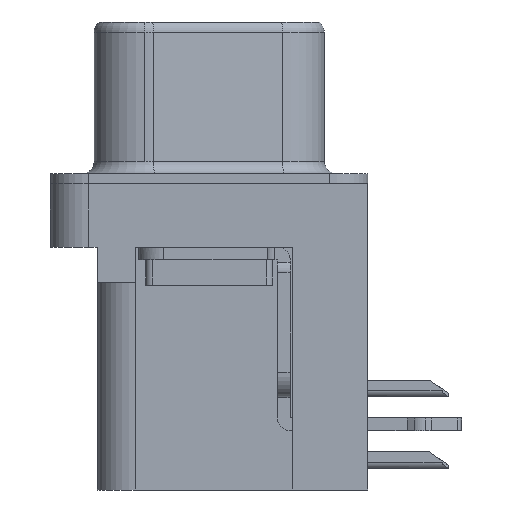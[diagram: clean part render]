
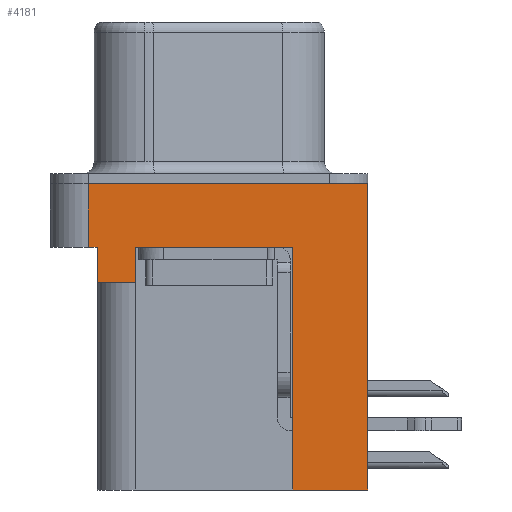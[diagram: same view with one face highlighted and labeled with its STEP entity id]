
A CAD part, left-side view. The second image highlights one B-rep face of the part: STEP entity #4181.
In plain terms, the highlighted planar face has unit normal (-1, 0, 0).
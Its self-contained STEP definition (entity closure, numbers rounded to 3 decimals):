
#295 = DIRECTION ( 'NONE',  ( 0., -1., 0. ) ) ;
#350 = DIRECTION ( 'NONE',  ( 0., -1., 0. ) ) ;
#431 = DIRECTION ( 'NONE',  ( 0., 0., 1. ) ) ;
#1023 = CARTESIAN_POINT ( 'NONE',  ( -2.91, 2.895, -3.9 ) ) ;
#1203 = VECTOR ( 'NONE', #6227, 1000. ) ;
#1389 = EDGE_LOOP ( 'NONE', ( #3398, #4476, #16972, #12487, #14692, #15344, #1734, #2630, #10955, #5079 ) ) ;
#1504 = CARTESIAN_POINT ( 'NONE',  ( -2.91, 4.425, -3.9 ) ) ;
#1543 = EDGE_CURVE ( 'NONE', #16101, #12671, #10358, .T. ) ;
#1573 = CARTESIAN_POINT ( 'NONE',  ( -2.91, -6.275, -2.5 ) ) ;
#1734 = ORIENTED_EDGE ( 'NONE', *, *, #3604, .T. ) ;
#1785 = VERTEX_POINT ( 'NONE', #1504 ) ;
#1956 = VECTOR ( 'NONE', #295, 1000. ) ;
#2458 = DIRECTION ( 'NONE',  ( 0., 0., 1. ) ) ;
#2607 = VECTOR ( 'NONE', #13811, 1000. ) ;
#2630 = ORIENTED_EDGE ( 'NONE', *, *, #14520, .F. ) ;
#2790 = EDGE_CURVE ( 'NONE', #13960, #15967, #6315, .T. ) ;
#3107 = VERTEX_POINT ( 'NONE', #5869 ) ;
#3382 = EDGE_CURVE ( 'NONE', #14638, #9852, #14095, .T. ) ;
#3398 = ORIENTED_EDGE ( 'NONE', *, *, #12789, .F. ) ;
#3505 = CARTESIAN_POINT ( 'NONE',  ( -2.91, -3.295, -12.1 ) ) ;
#3604 = EDGE_CURVE ( 'NONE', #9852, #9237, #9070, .T. ) ;
#3634 = CARTESIAN_POINT ( 'NONE',  ( -2.91, 4.425, -3.9 ) ) ;
#3885 = CARTESIAN_POINT ( 'NONE',  ( -2.91, -3.295, -2.5 ) ) ;
#4181 = ADVANCED_FACE ( 'NONE', ( #8178 ), #5345, .T. ) ;
#4476 = ORIENTED_EDGE ( 'NONE', *, *, #1543, .F. ) ;
#5079 = ORIENTED_EDGE ( 'NONE', *, *, #9292, .T. ) ;
#5345 = PLANE ( 'NONE',  #9331 ) ;
#5353 = LINE ( 'NONE', #3634, #7610 ) ;
#5426 = DIRECTION ( 'NONE',  ( -1., 0., 0. ) ) ;
#5489 = LINE ( 'NONE', #12349, #11799 ) ;
#5869 = CARTESIAN_POINT ( 'NONE',  ( -2.91, -6.275, 0. ) ) ;
#6115 = DIRECTION ( 'NONE',  ( 0., 0., 1. ) ) ;
#6227 = DIRECTION ( 'NONE',  ( 0., -1., 0. ) ) ;
#6294 = CARTESIAN_POINT ( 'NONE',  ( -2.91, 2.895, -3.9 ) ) ;
#6315 = LINE ( 'NONE', #7694, #7643 ) ;
#6318 = CARTESIAN_POINT ( 'NONE',  ( -2.91, -6.275, -2.5 ) ) ;
#6457 = VECTOR ( 'NONE', #350, 1000. ) ;
#6567 = DIRECTION ( 'NONE',  ( 0., 1., 0. ) ) ;
#6736 = DIRECTION ( 'NONE',  ( 0., 0., 1. ) ) ;
#7101 = CARTESIAN_POINT ( 'NONE',  ( -2.91, 4.775, -2.5 ) ) ;
#7520 = VECTOR ( 'NONE', #6115, 1000. ) ;
#7610 = VECTOR ( 'NONE', #6567, 1000. ) ;
#7643 = VECTOR ( 'NONE', #11629, 1000. ) ;
#7694 = CARTESIAN_POINT ( 'NONE',  ( -2.91, -3.295, -12.1 ) ) ;
#7914 = CARTESIAN_POINT ( 'NONE',  ( -2.91, 4.775, 0. ) ) ;
#8014 = CARTESIAN_POINT ( 'NONE',  ( -2.91, -6.275, -2.5 ) ) ;
#8178 = FACE_OUTER_BOUND ( 'NONE', #1389, .T. ) ;
#8190 = LINE ( 'NONE', #1573, #1956 ) ;
#8251 = CARTESIAN_POINT ( 'NONE',  ( -2.91, -6.275, 0. ) ) ;
#8261 = EDGE_CURVE ( 'NONE', #1785, #15426, #5489, .T. ) ;
#8993 = EDGE_CURVE ( 'NONE', #16101, #15426, #8190, .T. ) ;
#9070 = LINE ( 'NONE', #6318, #1203 ) ;
#9237 = VERTEX_POINT ( 'NONE', #3885 ) ;
#9292 = EDGE_CURVE ( 'NONE', #13960, #3107, #13064, .T. ) ;
#9331 = AXIS2_PLACEMENT_3D ( 'NONE', #8014, #5426, #6736 ) ;
#9715 = LINE ( 'NONE', #3505, #2607 ) ;
#9852 = VERTEX_POINT ( 'NONE', #16106 ) ;
#10358 = LINE ( 'NONE', #12753, #12600 ) ;
#10727 = CARTESIAN_POINT ( 'NONE',  ( -2.91, -3.295, -12.1 ) ) ;
#10955 = ORIENTED_EDGE ( 'NONE', *, *, #2790, .F. ) ;
#11629 = DIRECTION ( 'NONE',  ( 0., 1., 0. ) ) ;
#11799 = VECTOR ( 'NONE', #431, 1000. ) ;
#12349 = CARTESIAN_POINT ( 'NONE',  ( -2.91, 4.425, -3.9 ) ) ;
#12487 = ORIENTED_EDGE ( 'NONE', *, *, #8261, .F. ) ;
#12600 = VECTOR ( 'NONE', #2458, 1000. ) ;
#12671 = VERTEX_POINT ( 'NONE', #7914 ) ;
#12738 = CARTESIAN_POINT ( 'NONE',  ( -2.91, 4.425, -2.5 ) ) ;
#12753 = CARTESIAN_POINT ( 'NONE',  ( -2.91, 4.775, -2.5 ) ) ;
#12789 = EDGE_CURVE ( 'NONE', #12671, #3107, #13390, .T. ) ;
#12803 = CARTESIAN_POINT ( 'NONE',  ( -2.91, -6.275, -2.5 ) ) ;
#13064 = LINE ( 'NONE', #12803, #15126 ) ;
#13147 = DIRECTION ( 'NONE',  ( 0., 0., 1. ) ) ;
#13390 = LINE ( 'NONE', #8251, #6457 ) ;
#13811 = DIRECTION ( 'NONE',  ( 0., 0., 1. ) ) ;
#13960 = VERTEX_POINT ( 'NONE', #14000 ) ;
#14000 = CARTESIAN_POINT ( 'NONE',  ( -2.91, -6.275, -12.1 ) ) ;
#14095 = LINE ( 'NONE', #6294, #7520 ) ;
#14520 = EDGE_CURVE ( 'NONE', #15967, #9237, #9715, .T. ) ;
#14638 = VERTEX_POINT ( 'NONE', #1023 ) ;
#14692 = ORIENTED_EDGE ( 'NONE', *, *, #16363, .F. ) ;
#15126 = VECTOR ( 'NONE', #13147, 1000. ) ;
#15344 = ORIENTED_EDGE ( 'NONE', *, *, #3382, .T. ) ;
#15426 = VERTEX_POINT ( 'NONE', #12738 ) ;
#15967 = VERTEX_POINT ( 'NONE', #10727 ) ;
#16101 = VERTEX_POINT ( 'NONE', #7101 ) ;
#16106 = CARTESIAN_POINT ( 'NONE',  ( -2.91, 2.895, -2.5 ) ) ;
#16363 = EDGE_CURVE ( 'NONE', #14638, #1785, #5353, .T. ) ;
#16972 = ORIENTED_EDGE ( 'NONE', *, *, #8993, .T. ) ;
